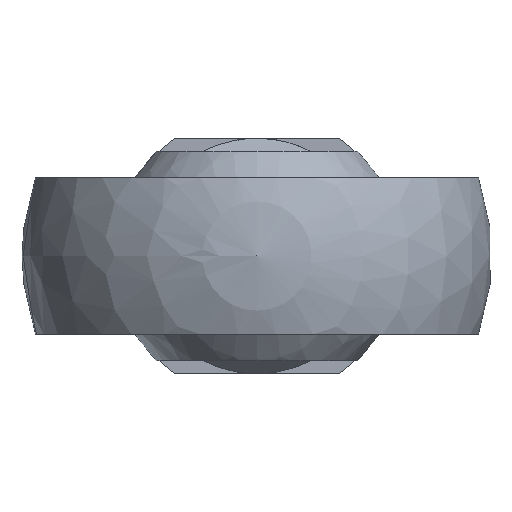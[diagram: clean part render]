
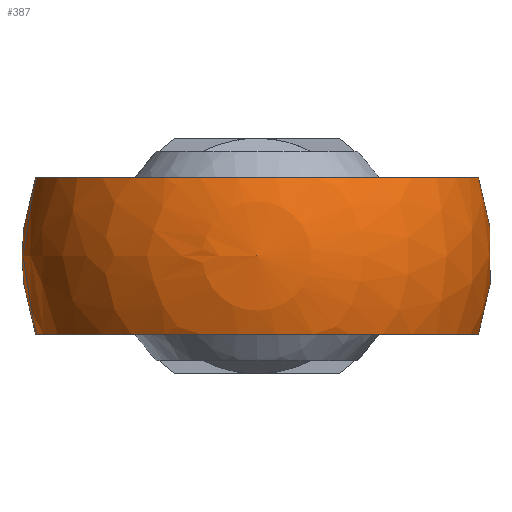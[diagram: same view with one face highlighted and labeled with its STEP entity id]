
A CAD part, left-side view. The second image highlights one B-rep face of the part: STEP entity #387.
In plain terms, the highlighted spherical face has radius 9 mm.
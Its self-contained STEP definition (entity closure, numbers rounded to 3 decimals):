
#82=SPHERICAL_SURFACE('',#415,9.);
#95=CIRCLE('',#416,9.);
#96=CIRCLE('',#417,7.72);
#97=CIRCLE('',#418,8.485);
#98=CIRCLE('',#419,7.72);
#99=CIRCLE('',#420,8.485);
#100=CIRCLE('',#421,7.72);
#120=VERTEX_POINT('',#476);
#121=VERTEX_POINT('',#477);
#122=VERTEX_POINT('',#479);
#123=VERTEX_POINT('',#481);
#124=VERTEX_POINT('',#483);
#125=VERTEX_POINT('',#485);
#188=EDGE_CURVE('',#120,#121,#95,.T.);
#189=EDGE_CURVE('',#122,#120,#96,.F.);
#190=EDGE_CURVE('',#122,#123,#97,.T.);
#191=EDGE_CURVE('',#124,#123,#98,.F.);
#192=EDGE_CURVE('',#124,#125,#99,.T.);
#193=EDGE_CURVE('',#120,#125,#100,.F.);
#240=ORIENTED_EDGE('',*,*,#188,.T.);
#241=ORIENTED_EDGE('',*,*,#188,.F.);
#242=ORIENTED_EDGE('',*,*,#189,.F.);
#243=ORIENTED_EDGE('',*,*,#190,.T.);
#244=ORIENTED_EDGE('',*,*,#191,.F.);
#245=ORIENTED_EDGE('',*,*,#192,.T.);
#246=ORIENTED_EDGE('',*,*,#193,.F.);
#327=EDGE_LOOP('',(#240,#241,#242,#243,#244,#245,#246));
#357=FACE_BOUND('',#327,.T.);
#387=ADVANCED_FACE('',(#357),#82,.T.);
#415=AXIS2_PLACEMENT_3D('',#474,#587,#588);
#416=AXIS2_PLACEMENT_3D('',#475,#589,#590);
#417=AXIS2_PLACEMENT_3D('',#478,#591,#592);
#418=AXIS2_PLACEMENT_3D('',#480,#593,#594);
#419=AXIS2_PLACEMENT_3D('',#482,#595,#596);
#420=AXIS2_PLACEMENT_3D('',#484,#597,#598);
#421=AXIS2_PLACEMENT_3D('',#486,#599,#600);
#474=CARTESIAN_POINT('',(0.,0.,0.));
#475=CARTESIAN_POINT('',(0.,0.,0.));
#476=CARTESIAN_POINT('',(4.626,7.72,0.));
#477=CARTESIAN_POINT('',(-9.,0.,0.));
#478=CARTESIAN_POINT('',(4.626,0.,0.));
#479=CARTESIAN_POINT('',(4.626,7.113,-3.));
#480=CARTESIAN_POINT('',(0.,0.,-3.));
#481=CARTESIAN_POINT('',(4.626,-7.113,-3.));
#482=CARTESIAN_POINT('',(4.626,0.,0.));
#483=CARTESIAN_POINT('',(4.626,-7.113,3.));
#484=CARTESIAN_POINT('',(0.,0.,3.));
#485=CARTESIAN_POINT('',(4.626,7.113,3.));
#486=CARTESIAN_POINT('',(4.626,0.,0.));
#587=DIRECTION('',(1.,0.,0.));
#588=DIRECTION('',(0.,1.,0.));
#589=DIRECTION('',(0.,0.,1.));
#590=DIRECTION('',(0.,9.,0.));
#591=DIRECTION('',(-1.,0.,0.));
#592=DIRECTION('',(0.,0.,7.72));
#593=DIRECTION('',(0.,0.,1.));
#594=DIRECTION('',(0.,-8.485,0.));
#595=DIRECTION('',(-1.,0.,0.));
#596=DIRECTION('',(0.,0.,7.72));
#597=DIRECTION('',(0.,0.,-1.));
#598=DIRECTION('',(0.,8.485,0.));
#599=DIRECTION('',(-1.,0.,0.));
#600=DIRECTION('',(0.,0.,7.72));
